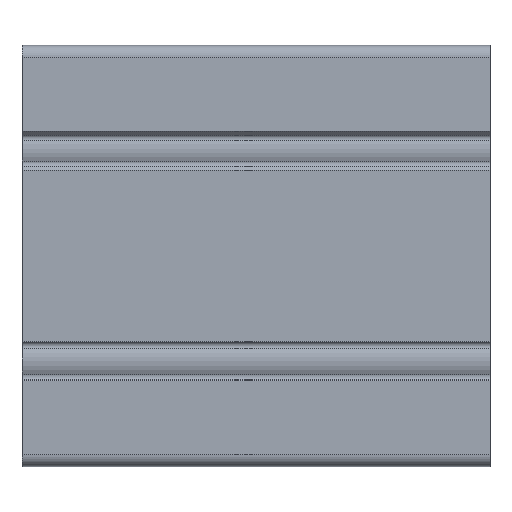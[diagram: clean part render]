
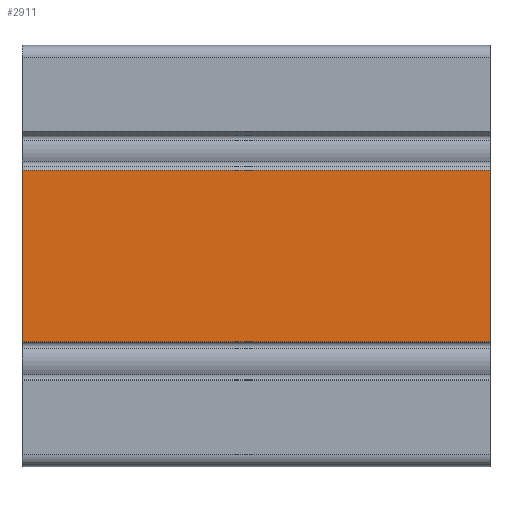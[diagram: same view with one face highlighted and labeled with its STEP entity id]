
A CAD part, front view. The second image highlights one B-rep face of the part: STEP entity #2911.
In plain terms, the highlighted planar face has unit normal (0, -1, 0).
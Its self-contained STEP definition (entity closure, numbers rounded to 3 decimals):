
#91 = CARTESIAN_POINT ( 'NONE',  ( 59.184, 32.398, 40.85 ) ) ;
#501 = CARTESIAN_POINT ( 'NONE',  ( 59.184, 32.398, 40.85 ) ) ;
#682 = LINE ( 'NONE', #847, #2793 ) ;
#847 = CARTESIAN_POINT ( 'NONE',  ( 59.184, 32.398, 4.15 ) ) ;
#858 = CARTESIAN_POINT ( 'NONE',  ( -40.816, 32.398, 40.85 ) ) ;
#1030 = ORIENTED_EDGE ( 'NONE', *, *, #3267, .F. ) ;
#1070 = DIRECTION ( 'NONE',  ( -1., 0., 0. ) ) ;
#1273 = EDGE_CURVE ( 'NONE', #5776, #6155, #5045, .T. ) ;
#1531 = CARTESIAN_POINT ( 'NONE',  ( 59.184, 32.398, 40.85 ) ) ;
#1988 = CARTESIAN_POINT ( 'NONE',  ( 59.184, 32.398, 40.85 ) ) ;
#2144 = EDGE_LOOP ( 'NONE', ( #3308, #1030, #3155, #2906 ) ) ;
#2212 = VERTEX_POINT ( 'NONE', #5876 ) ;
#2231 = VERTEX_POINT ( 'NONE', #501 ) ;
#2486 = DIRECTION ( 'NONE',  ( 0., 1., 0. ) ) ;
#2793 = VECTOR ( 'NONE', #6240, 1000. ) ;
#2895 = DIRECTION ( 'NONE',  ( 0., 0., -1. ) ) ;
#2906 = ORIENTED_EDGE ( 'NONE', *, *, #2934, .T. ) ;
#2911 = ADVANCED_FACE ( 'NONE', ( #4429 ), #5867, .F. ) ;
#2934 = EDGE_CURVE ( 'NONE', #2231, #5776, #4126, .T. ) ;
#3030 = CARTESIAN_POINT ( 'NONE',  ( -40.816, 32.398, 4.15 ) ) ;
#3155 = ORIENTED_EDGE ( 'NONE', *, *, #3539, .F. ) ;
#3267 = EDGE_CURVE ( 'NONE', #2212, #6155, #682, .T. ) ;
#3308 = ORIENTED_EDGE ( 'NONE', *, *, #1273, .T. ) ;
#3539 = EDGE_CURVE ( 'NONE', #2231, #2212, #5188, .T. ) ;
#3994 = AXIS2_PLACEMENT_3D ( 'NONE', #1988, #2486, #5937 ) ;
#4126 = LINE ( 'NONE', #1531, #5587 ) ;
#4166 = CARTESIAN_POINT ( 'NONE',  ( -40.816, 32.398, 40.85 ) ) ;
#4179 = VECTOR ( 'NONE', #2895, 1000. ) ;
#4429 = FACE_OUTER_BOUND ( 'NONE', #2144, .T. ) ;
#4989 = DIRECTION ( 'NONE',  ( 0., 0., -1. ) ) ;
#5045 = LINE ( 'NONE', #858, #4179 ) ;
#5188 = LINE ( 'NONE', #91, #6038 ) ;
#5587 = VECTOR ( 'NONE', #1070, 1000. ) ;
#5776 = VERTEX_POINT ( 'NONE', #4166 ) ;
#5867 = PLANE ( 'NONE',  #3994 ) ;
#5876 = CARTESIAN_POINT ( 'NONE',  ( 59.184, 32.398, 4.15 ) ) ;
#5937 = DIRECTION ( 'NONE',  ( 0., 0., 1. ) ) ;
#6038 = VECTOR ( 'NONE', #4989, 1000. ) ;
#6155 = VERTEX_POINT ( 'NONE', #3030 ) ;
#6240 = DIRECTION ( 'NONE',  ( -1., 0., 0. ) ) ;
